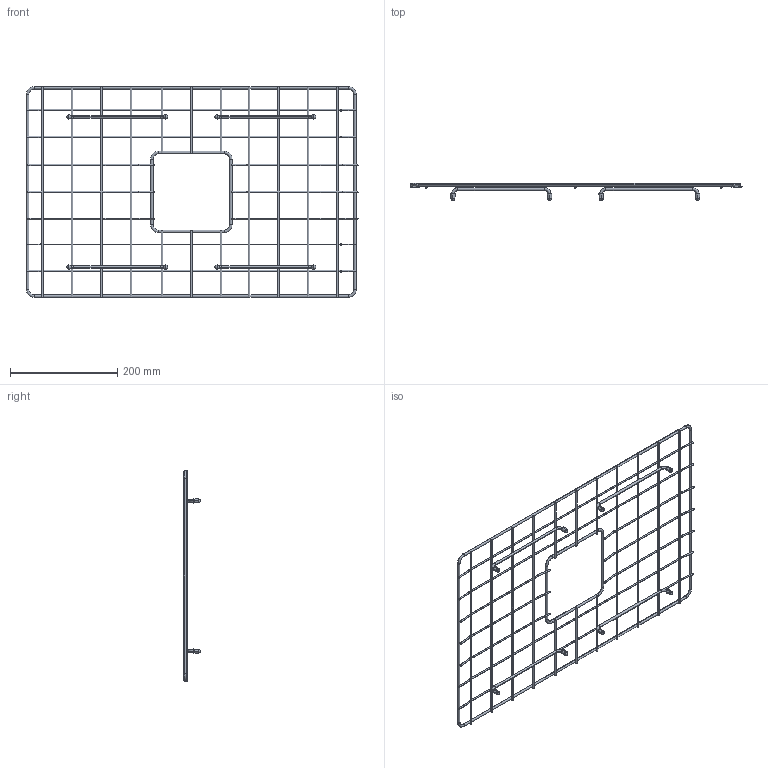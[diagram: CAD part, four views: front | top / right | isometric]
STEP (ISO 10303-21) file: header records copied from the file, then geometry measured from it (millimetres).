
FILE_DESCRIPTION((''),'2;1');
FILE_NAME('2300-2059_ASM','2021-12-17T',('timv'),(''),'CREO PARAMETRIC BY PTC INC, 2015080','CREO PARAMETRIC BY PTC INC, 2015080','');
FILE_SCHEMA(('CONFIG_CONTROL_DESIGN'));
Length unit declared in the file: millimetre
Products named in the file (9): 2300-2059-01; 2300-2059-03; 2300-2059-05; 2300-2059-07; GL-180; 2300-2059-08; GLF-100; 2300-2056-02; 2300-2059_ASM
Assembly tree (38 placements, depth 2):
  2300-2059_ASM
    2300-2059-01
    2300-2059-03  x4
    2300-2059-05  x8
    2300-2059-07  x6
    GL-180  x4
    2300-2059-08  x6
    GLF-100  x8
    2300-2056-02
Bounding box: 618.73 x 31.4 x 393 mm (x, y, z)
Volume: 119874.5 mm3; surface area: 128962.5 mm2
Topology: 38 solids, 38 shells, 336 faces, 616 edges, 344 vertices
Faces by surface type: cylinder 128, torus 72, plane 72, cone 48, sphere 16
Entity records: 2587 total; most frequent: DIRECTION 542, CARTESIAN_POINT 380, ORIENTED_EDGE 320, AXIS2_PLACEMENT_3D 249, EDGE_CURVE 160, CIRCLE 116, VERTEX_POINT 87, EDGE_LOOP 87
